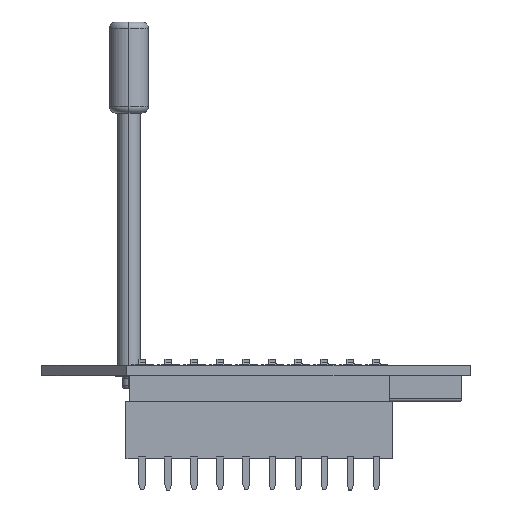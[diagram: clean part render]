
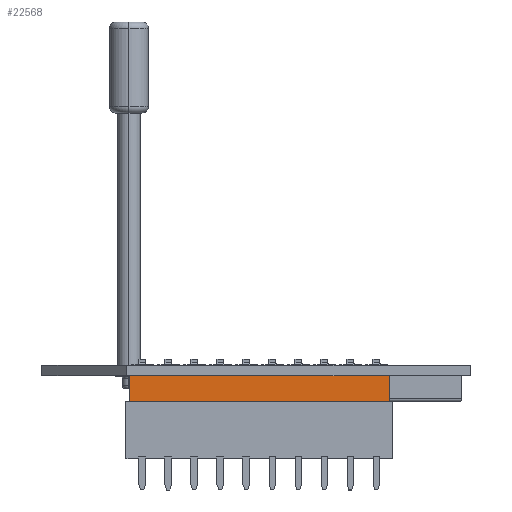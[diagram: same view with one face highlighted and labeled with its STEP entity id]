
A CAD part, left-side view. The second image highlights one B-rep face of the part: STEP entity #22568.
In plain terms, the highlighted planar face has unit normal (-1, 0, 0).
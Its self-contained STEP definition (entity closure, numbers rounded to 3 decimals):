
#816 = FACE_OUTER_BOUND ( 'NONE', #16654, .T. ) ;
#1030 = DIRECTION ( 'NONE',  ( 0., 0., 1. ) ) ;
#1846 = CARTESIAN_POINT ( 'NONE',  ( -12., 8., 0. ) ) ;
#2019 = VERTEX_POINT ( 'NONE', #24062 ) ;
#2664 = DIRECTION ( 'NONE',  ( 0., 1., 0. ) ) ;
#3592 = VECTOR ( 'NONE', #18666, 1000. ) ;
#4244 = DIRECTION ( 'NONE',  ( 0., 0., -1. ) ) ;
#4390 = VECTOR ( 'NONE', #2664, 1000. ) ;
#4580 = EDGE_CURVE ( 'NONE', #2019, #28020, #14347, .T. ) ;
#5283 = EDGE_CURVE ( 'NONE', #11129, #28020, #26632, .T. ) ;
#6538 = VECTOR ( 'NONE', #15779, 1000. ) ;
#6878 = CARTESIAN_POINT ( 'NONE',  ( -12., 10., 2. ) ) ;
#7760 = CARTESIAN_POINT ( 'NONE',  ( -12., 10., 0. ) ) ;
#10269 = EDGE_CURVE ( 'NONE', #29016, #2019, #26798, .T. ) ;
#10928 = ORIENTED_EDGE ( 'NONE', *, *, #4580, .T. ) ;
#11129 = VERTEX_POINT ( 'NONE', #7760 ) ;
#11510 = CARTESIAN_POINT ( 'NONE',  ( -12., -10., 0. ) ) ;
#13669 = LINE ( 'NONE', #24629, #6538 ) ;
#13936 = ORIENTED_EDGE ( 'NONE', *, *, #10269, .T. ) ;
#14347 = LINE ( 'NONE', #21110, #4390 ) ;
#14491 = PLANE ( 'NONE',  #26713 ) ;
#15779 = DIRECTION ( 'NONE',  ( 0., 1., 0. ) ) ;
#16654 = EDGE_LOOP ( 'NONE', ( #10928, #27346, #27172, #13936 ) ) ;
#17052 = CARTESIAN_POINT ( 'NONE',  ( -12., 10., 0. ) ) ;
#18666 = DIRECTION ( 'NONE',  ( 0., 0., 1. ) ) ;
#19840 = VECTOR ( 'NONE', #1030, 1000. ) ;
#19895 = DIRECTION ( 'NONE',  ( 1., 0., 0. ) ) ;
#21110 = CARTESIAN_POINT ( 'NONE',  ( -12., 8., 2. ) ) ;
#22568 = ADVANCED_FACE ( 'NONE', ( #816 ), #14491, .F. ) ;
#23309 = CARTESIAN_POINT ( 'NONE',  ( -12., -10., 0. ) ) ;
#24062 = CARTESIAN_POINT ( 'NONE',  ( -12., -10., 2. ) ) ;
#24629 = CARTESIAN_POINT ( 'NONE',  ( -12., 8., 0. ) ) ;
#25714 = EDGE_CURVE ( 'NONE', #29016, #11129, #13669, .T. ) ;
#26632 = LINE ( 'NONE', #17052, #19840 ) ;
#26713 = AXIS2_PLACEMENT_3D ( 'NONE', #1846, #19895, #4244 ) ;
#26798 = LINE ( 'NONE', #23309, #3592 ) ;
#27172 = ORIENTED_EDGE ( 'NONE', *, *, #25714, .F. ) ;
#27346 = ORIENTED_EDGE ( 'NONE', *, *, #5283, .F. ) ;
#28020 = VERTEX_POINT ( 'NONE', #6878 ) ;
#29016 = VERTEX_POINT ( 'NONE', #11510 ) ;
